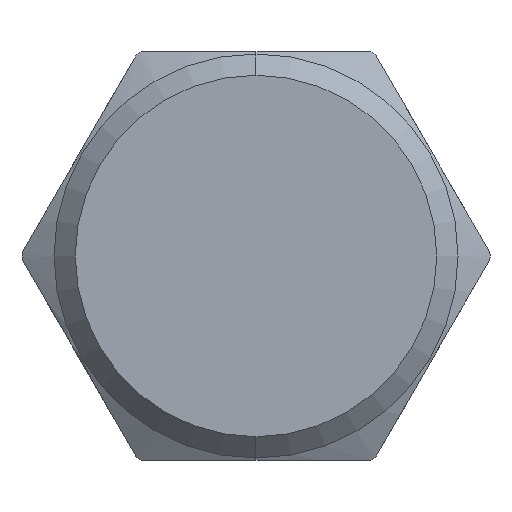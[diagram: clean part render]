
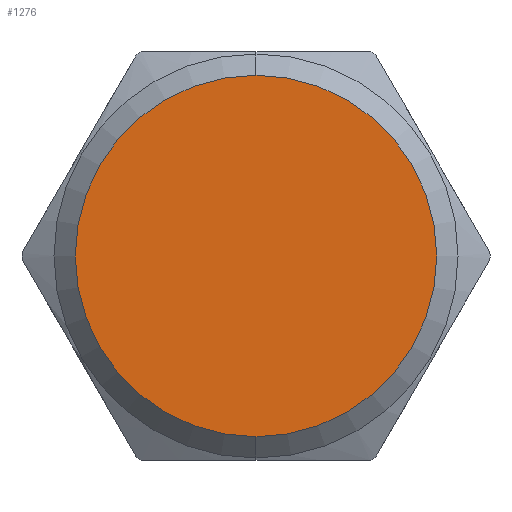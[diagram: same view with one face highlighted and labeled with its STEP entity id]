
A CAD part, left-side view. The second image highlights one B-rep face of the part: STEP entity #1276.
In plain terms, the highlighted planar face has unit normal (-1, 0, 0).
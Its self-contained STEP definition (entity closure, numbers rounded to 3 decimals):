
#209 = VERTEX_POINT ( 'NONE', #1849 ) ;
#807 = DIRECTION ( 'NONE',  ( 0., 0., -1. ) ) ;
#1052 = ORIENTED_EDGE ( 'NONE', *, *, #6355, .T. ) ;
#1273 = AXIS2_PLACEMENT_3D ( 'NONE', #4720, #6984, #807 ) ;
#1276 = ADVANCED_FACE ( 'NONE', ( #4998 ), #1878, .F. ) ;
#1849 = CARTESIAN_POINT ( 'NONE',  ( 0., 0., -20.35 ) ) ;
#1878 = PLANE ( 'NONE',  #1273 ) ;
#1902 = AXIS2_PLACEMENT_3D ( 'NONE', #2315, #5769, #4691 ) ;
#2220 = ORIENTED_EDGE ( 'NONE', *, *, #4295, .T. ) ;
#2315 = CARTESIAN_POINT ( 'NONE',  ( 0., 0., 0. ) ) ;
#3291 = EDGE_LOOP ( 'NONE', ( #2220, #1052 ) ) ;
#3897 = DIRECTION ( 'NONE',  ( 0., 0., 1. ) ) ;
#4295 = EDGE_CURVE ( 'NONE', #209, #4597, #5959, .T. ) ;
#4370 = CARTESIAN_POINT ( 'NONE',  ( 0., 0., 20.35 ) ) ;
#4597 = VERTEX_POINT ( 'NONE', #4370 ) ;
#4691 = DIRECTION ( 'NONE',  ( 0., 0., 1. ) ) ;
#4720 = CARTESIAN_POINT ( 'NONE',  ( 0., 20.35, 0. ) ) ;
#4998 = FACE_OUTER_BOUND ( 'NONE', #3291, .T. ) ;
#5712 = AXIS2_PLACEMENT_3D ( 'NONE', #6733, #6208, #3897 ) ;
#5769 = DIRECTION ( 'NONE',  ( -1., 0., 0. ) ) ;
#5959 = CIRCLE ( 'NONE', #1902, 20.35 ) ;
#6208 = DIRECTION ( 'NONE',  ( -1., 0., 0. ) ) ;
#6355 = EDGE_CURVE ( 'NONE', #4597, #209, #7030, .T. ) ;
#6733 = CARTESIAN_POINT ( 'NONE',  ( 0., 0., 0. ) ) ;
#6984 = DIRECTION ( 'NONE',  ( 1., 0., 0. ) ) ;
#7030 = CIRCLE ( 'NONE', #5712, 20.35 ) ;
